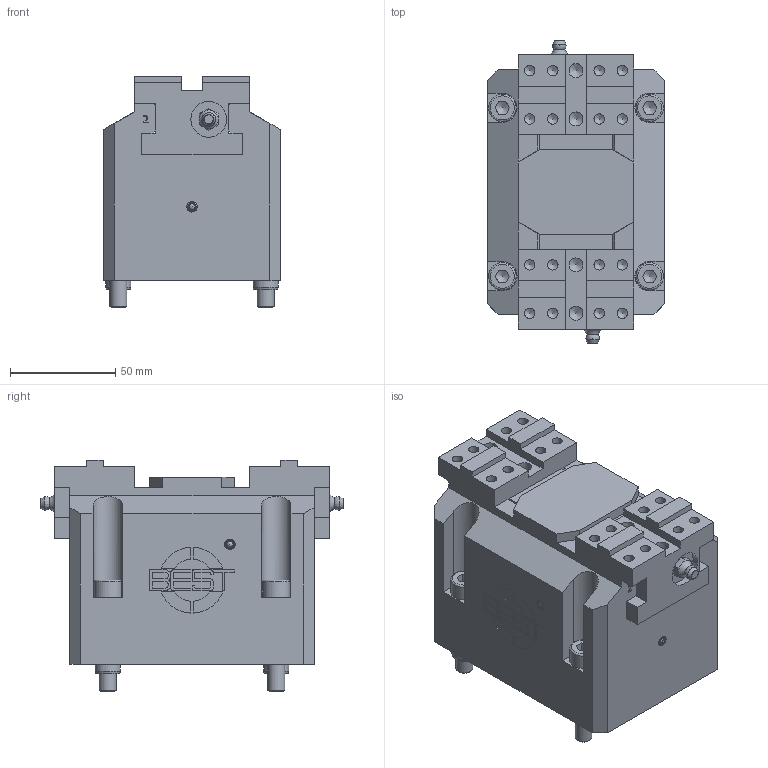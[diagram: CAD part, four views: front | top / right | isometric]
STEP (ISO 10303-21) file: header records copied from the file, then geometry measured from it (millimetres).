
FILE_DESCRIPTION((''),'2;1');
FILE_NAME('100-0116-001-Kunde.stp','2013-06-12T11:05:43',('adam'),(''),'Autodesk Inventor 2013','Autodesk Inventor 2013','');
FILE_SCHEMA(('AUTOMOTIVE_DESIGN { 1 0 10303 214 1 1 1 1 }'));
Length unit declared in the file: millimetre
Products named in the file (1): 100-0116-001-Kunde
Bounding box: 84.03 x 143.9 x 110 mm (x, y, z)
Volume: 800996.1 mm3; surface area: 88574.2 mm2
Topology: 4 solids, 4 shells, 550 faces, 1463 edges, 916 vertices
Faces by surface type: plane 322, cylinder 130, cone 66, bspline 12, torus 12, sphere 8
Full cylindrical faces by diameter (mm): 3 x6, 4 x4, 4.917 x16, 5 x3, 6.647 x4, 8 x4, 8.5 x2, 9 x7, 12 x2, 13 x4, 17 x2
Entity records: 16181 total; most frequent: CARTESIAN_POINT 3006, DIRECTION 2596, ORIENTED_EDGE 2586, EDGE_CURVE 1293, VECTOR 876, LINE 876, VERTEX_POINT 862, AXIS2_PLACEMENT_3D 860
